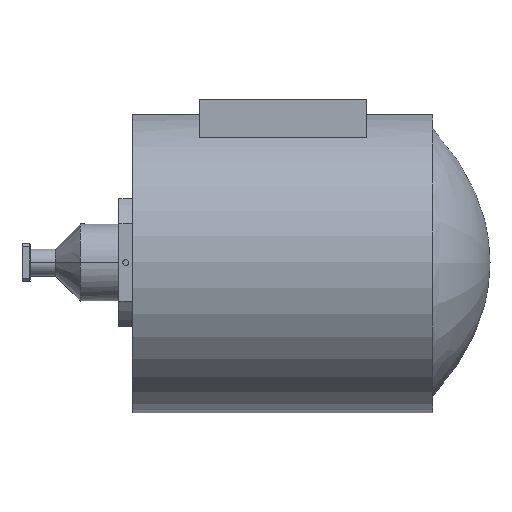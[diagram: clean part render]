
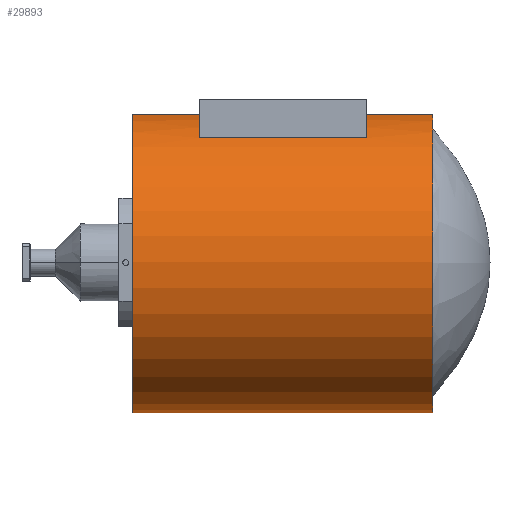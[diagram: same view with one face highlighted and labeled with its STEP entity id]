
A CAD part, left-side view. The second image highlights one B-rep face of the part: STEP entity #29893.
In plain terms, the highlighted cylindrical face has radius 88.9 mm (diameter 177.8 mm), a partial arc.
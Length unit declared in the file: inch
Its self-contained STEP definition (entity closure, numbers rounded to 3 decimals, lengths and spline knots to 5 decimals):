
#313 = CARTESIAN_POINT ( 'NONE',  ( -2.16025, -2.45562, 4.24872 ) ) ;
#496 = DIRECTION ( 'NONE',  ( 1., 0., 0. ) ) ;
#1081 = VECTOR ( 'NONE', #28278, 39.37008 ) ;
#1129 = LINE ( 'NONE', #16024, #32676 ) ;
#1427 = CARTESIAN_POINT ( 'NONE',  ( -1.57076, 4.54438, 0.79872 ) ) ;
#1577 = CARTESIAN_POINT ( 'NONE',  ( -1.57076, 4.54438, 0.79872 ) ) ;
#1803 = DIRECTION ( 'NONE',  ( 0., 0., 1. ) ) ;
#2853 = CARTESIAN_POINT ( 'NONE',  ( -1.57076, -2.45562, -2.70128 ) ) ;
#3023 = CIRCLE ( 'NONE', #21951, 3.5 ) ;
#4121 = DIRECTION ( 'NONE',  ( 0., 0., 1. ) ) ;
#4459 = DIRECTION ( 'NONE',  ( 0., -1., 0. ) ) ;
#5104 = VERTEX_POINT ( 'NONE', #29200 ) ;
#5143 = AXIS2_PLACEMENT_3D ( 'NONE', #29619, #29288, #496 ) ;
#5209 = ORIENTED_EDGE ( 'NONE', *, *, #24632, .F. ) ;
#6759 = ORIENTED_EDGE ( 'NONE', *, *, #11938, .T. ) ;
#7464 = EDGE_CURVE ( 'NONE', #13859, #20989, #1129, .T. ) ;
#8230 = AXIS2_PLACEMENT_3D ( 'NONE', #1427, #4459, #14948 ) ;
#8554 = DIRECTION ( 'NONE',  ( 0., 1., 0. ) ) ;
#10315 = VERTEX_POINT ( 'NONE', #313 ) ;
#10735 = CIRCLE ( 'NONE', #29662, 3.5 ) ;
#10756 = VECTOR ( 'NONE', #32384, 39.37008 ) ;
#10961 = CARTESIAN_POINT ( 'NONE',  ( -3.52076, -0.90562, 3.70518 ) ) ;
#10994 = EDGE_CURVE ( 'NONE', #13859, #14804, #3023, .T. ) ;
#11119 = DIRECTION ( 'NONE',  ( 0., -1., 0. ) ) ;
#11676 = EDGE_CURVE ( 'NONE', #27566, #15594, #19734, .T. ) ;
#11938 = EDGE_CURVE ( 'NONE', #5104, #12019, #19761, .T. ) ;
#12019 = VERTEX_POINT ( 'NONE', #10961 ) ;
#12823 = DIRECTION ( 'NONE',  ( 0., -1., 0. ) ) ;
#13196 = CARTESIAN_POINT ( 'NONE',  ( -2.16025, 4.54438, 4.24872 ) ) ;
#13779 = ORIENTED_EDGE ( 'NONE', *, *, #10994, .F. ) ;
#13793 = CARTESIAN_POINT ( 'NONE',  ( -2.16025, 4.54438, 4.24872 ) ) ;
#13859 = VERTEX_POINT ( 'NONE', #30629 ) ;
#14804 = VERTEX_POINT ( 'NONE', #15653 ) ;
#14948 = DIRECTION ( 'NONE',  ( 0., 0., -1. ) ) ;
#15339 = EDGE_LOOP ( 'NONE', ( #13779, #30268, #31191, #26010, #6759, #5209, #21541, #32165 ) ) ;
#15594 = VERTEX_POINT ( 'NONE', #17319 ) ;
#15653 = CARTESIAN_POINT ( 'NONE',  ( -2.16025, 4.54438, 4.24872 ) ) ;
#16024 = CARTESIAN_POINT ( 'NONE',  ( -1.57076, 4.54438, -2.70128 ) ) ;
#17319 = CARTESIAN_POINT ( 'NONE',  ( -3.52076, 2.99438, 3.70518 ) ) ;
#18450 = LINE ( 'NONE', #13196, #1081 ) ;
#19670 = LINE ( 'NONE', #22064, #10756 ) ;
#19734 = CIRCLE ( 'NONE', #5143, 3.5 ) ;
#19761 = CIRCLE ( 'NONE', #20317, 3.5 ) ;
#19919 = DIRECTION ( 'NONE',  ( 0., 1., 0. ) ) ;
#20317 = AXIS2_PLACEMENT_3D ( 'NONE', #20605, #12823, #30594 ) ;
#20605 = CARTESIAN_POINT ( 'NONE',  ( -1.57076, -0.90562, 0.79872 ) ) ;
#20989 = VERTEX_POINT ( 'NONE', #2853 ) ;
#21541 = ORIENTED_EDGE ( 'NONE', *, *, #11676, .F. ) ;
#21951 = AXIS2_PLACEMENT_3D ( 'NONE', #1577, #25280, #4121 ) ;
#22064 = CARTESIAN_POINT ( 'NONE',  ( -3.52076, 2.99438, 3.70518 ) ) ;
#22196 = VECTOR ( 'NONE', #8554, 39.37008 ) ;
#22405 = FACE_OUTER_BOUND ( 'NONE', #15339, .T. ) ;
#22750 = CYLINDRICAL_SURFACE ( 'NONE', #8230, 3.5 ) ;
#24548 = CARTESIAN_POINT ( 'NONE',  ( -2.16025, 2.99438, 4.24872 ) ) ;
#24632 = EDGE_CURVE ( 'NONE', #15594, #12019, #19670, .T. ) ;
#25280 = DIRECTION ( 'NONE',  ( 0., 1., 0. ) ) ;
#26010 = ORIENTED_EDGE ( 'NONE', *, *, #27418, .T. ) ;
#27418 = EDGE_CURVE ( 'NONE', #10315, #5104, #18450, .T. ) ;
#27566 = VERTEX_POINT ( 'NONE', #24548 ) ;
#28278 = DIRECTION ( 'NONE',  ( 0., 1., 0. ) ) ;
#28361 = EDGE_CURVE ( 'NONE', #27566, #14804, #28869, .T. ) ;
#28869 = LINE ( 'NONE', #13793, #22196 ) ;
#29200 = CARTESIAN_POINT ( 'NONE',  ( -2.16025, -0.90562, 4.24872 ) ) ;
#29288 = DIRECTION ( 'NONE',  ( 0., -1., 0. ) ) ;
#29619 = CARTESIAN_POINT ( 'NONE',  ( -1.57076, 2.99438, 0.79872 ) ) ;
#29662 = AXIS2_PLACEMENT_3D ( 'NONE', #32607, #19919, #1803 ) ;
#29893 = ADVANCED_FACE ( 'NONE', ( #22405 ), #22750, .T. ) ;
#30268 = ORIENTED_EDGE ( 'NONE', *, *, #7464, .T. ) ;
#30594 = DIRECTION ( 'NONE',  ( 1., 0., 0. ) ) ;
#30629 = CARTESIAN_POINT ( 'NONE',  ( -1.57076, 4.54438, -2.70128 ) ) ;
#31191 = ORIENTED_EDGE ( 'NONE', *, *, #33386, .T. ) ;
#32165 = ORIENTED_EDGE ( 'NONE', *, *, #28361, .T. ) ;
#32384 = DIRECTION ( 'NONE',  ( 0., -1., 0. ) ) ;
#32607 = CARTESIAN_POINT ( 'NONE',  ( -1.57076, -2.45562, 0.79872 ) ) ;
#32676 = VECTOR ( 'NONE', #11119, 39.37008 ) ;
#33386 = EDGE_CURVE ( 'NONE', #20989, #10315, #10735, .T. ) ;
